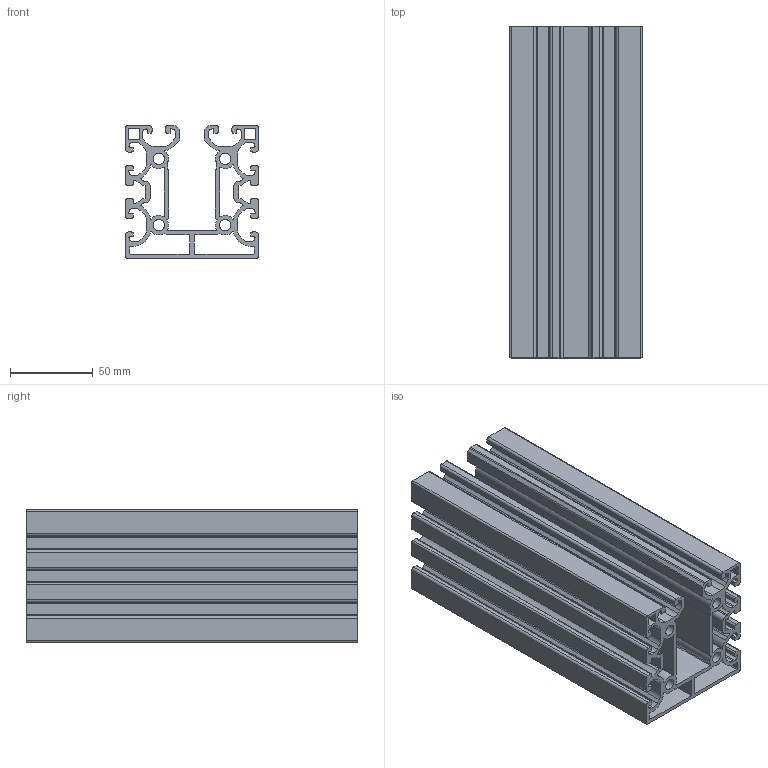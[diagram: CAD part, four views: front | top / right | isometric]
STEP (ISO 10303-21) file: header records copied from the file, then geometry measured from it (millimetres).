
FILE_DESCRIPTION(/* description */ ('Aluminiumprofil X 80x80 2N K15'),/* implementation_level */ '2;1');
FILE_NAME(/* name */ 'Syskomp 280808999 Aluminiumprofil X 80x80 2N K15.stp',/* time_stamp */ '2017-11-28T15:05:58+01:00',/* author */ ('wheldmann'),/* organization */ (''),/* preprocessor_version */ 'ST-DEVELOPER v16.1',/* originating_system */ 'Autodesk Inventor 2016',/* authorisation */ ' ');
FILE_SCHEMA (('AUTOMOTIVE_DESIGN { 1 0 10303 214 3 1 1 }'));
Length unit declared in the file: millimetre
Products named in the file (1): 280808999 Aluminiumprofil X 80x80 2N K15 - 200
Bounding box: 80 x 200 x 80 mm (x, y, z)
Volume: 365559.8 mm3; surface area: 269104.8 mm2
Topology: 1 solids, 1 shells, 368 faces, 1098 edges, 732 vertices
Faces by surface type: cylinder 208, plane 160
Full cylindrical faces by diameter (mm): 6.8 x4
Entity records: 12562 total; most frequent: DIRECTION 2248, CARTESIAN_POINT 2195, ORIENTED_EDGE 2188, EDGE_CURVE 1094, AXIS2_PLACEMENT_3D 785, VERTEX_POINT 732, LINE 678, VECTOR 678
